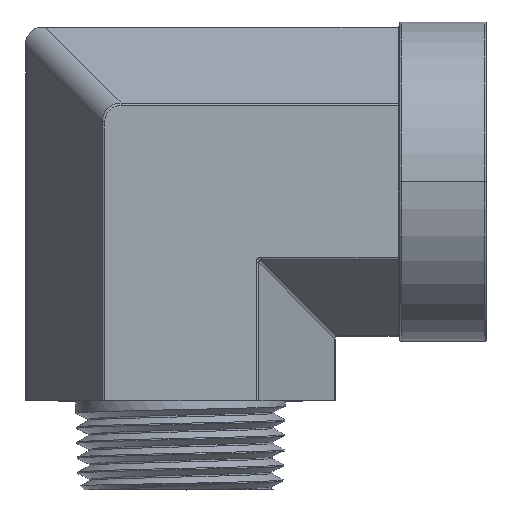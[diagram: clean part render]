
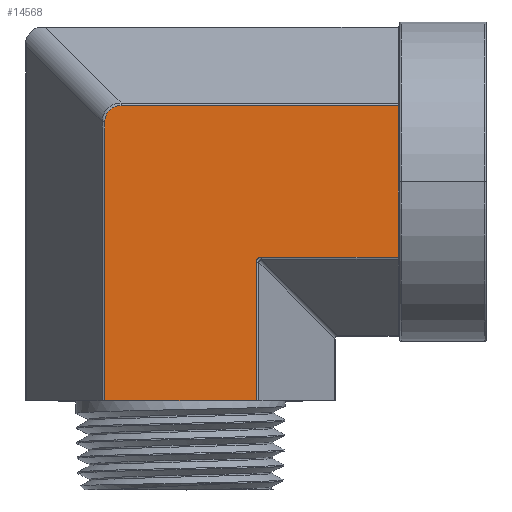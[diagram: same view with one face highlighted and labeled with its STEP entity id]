
A CAD part, top view. The second image highlights one B-rep face of the part: STEP entity #14568.
In plain terms, the highlighted planar face has unit normal (0, 0, 1).
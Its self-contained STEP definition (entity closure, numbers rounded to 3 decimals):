
#298=DIRECTION('',(-1.,0.,0.));
#299=VECTOR('',#298,24.191);
#300=CARTESIAN_POINT('',(12.095,-35.,21.45));
#301=LINE('',#300,#299);
#8579=DIRECTION('',(0.,-1.,0.));
#8580=VECTOR('',#8579,24.191);
#8581=CARTESIAN_POINT('',(34.75,12.095,21.45));
#8582=LINE('',#8581,#8580);
#8586=DIRECTION('',(-1.,0.,0.));
#8587=VECTOR('',#8586,21.788);
#8588=CARTESIAN_POINT('',(34.75,-12.095,21.45));
#8589=LINE('',#8588,#8587);
#8593=CARTESIAN_POINT('',(12.095,-12.962,21.45));
#8594=CARTESIAN_POINT('',(12.095,-12.929,21.45));
#8595=CARTESIAN_POINT('',(12.098,-12.866,21.45));
#8596=CARTESIAN_POINT('',(12.111,-12.775,21.45));
#8597=CARTESIAN_POINT('',(12.131,-12.69,21.45));
#8598=CARTESIAN_POINT('',(12.158,-12.611,21.45));
#8599=CARTESIAN_POINT('',(12.19,-12.539,21.45));
#8600=CARTESIAN_POINT('',(12.227,-12.474,21.45));
#8601=CARTESIAN_POINT('',(12.268,-12.415,21.45));
#8602=CARTESIAN_POINT('',(12.313,-12.361,21.45));
#8603=CARTESIAN_POINT('',(12.362,-12.312,21.45));
#8604=CARTESIAN_POINT('',(12.415,-12.268,21.45));
#8605=CARTESIAN_POINT('',(12.474,-12.227,21.45));
#8606=CARTESIAN_POINT('',(12.54,-12.19,21.45));
#8607=CARTESIAN_POINT('',(12.612,-12.158,21.45));
#8608=CARTESIAN_POINT('',(12.691,-12.131,21.45));
#8609=CARTESIAN_POINT('',(12.776,-12.111,21.45));
#8610=CARTESIAN_POINT('',(12.866,-12.098,21.45));
#8611=CARTESIAN_POINT('',(12.929,-12.095,21.45));
#8612=CARTESIAN_POINT('',(12.962,-12.095,21.45));
#8617=DIRECTION('',(0.,1.,0.));
#8618=VECTOR('',#8617,22.038);
#8619=CARTESIAN_POINT('',(12.095,-35.,21.45));
#8620=LINE('',#8619,#8618);
#8624=DIRECTION('',(0.,1.,0.));
#8625=VECTOR('',#8624,44.497);
#8626=CARTESIAN_POINT('',(-12.095,-35.,21.45));
#8627=LINE('',#8626,#8625);
#8631=CARTESIAN_POINT('',(-9.497,12.095,21.45));
#8632=CARTESIAN_POINT('',(-9.573,12.095,21.45));
#8633=CARTESIAN_POINT('',(-9.72,12.09,21.45));
#8634=CARTESIAN_POINT('',(-9.933,12.068,21.45));
#8635=CARTESIAN_POINT('',(-10.138,12.031,21.45));
#8636=CARTESIAN_POINT('',(-10.334,11.981,21.45));
#8637=CARTESIAN_POINT('',(-10.52,11.918,21.45));
#8638=CARTESIAN_POINT('',(-10.697,11.843,21.45));
#8639=CARTESIAN_POINT('',(-10.864,11.757,21.45));
#8640=CARTESIAN_POINT('',(-11.022,11.66,21.45));
#8641=CARTESIAN_POINT('',(-11.169,11.552,21.45));
#8642=CARTESIAN_POINT('',(-11.307,11.434,21.45));
#8643=CARTESIAN_POINT('',(-11.434,11.307,21.45));
#8644=CARTESIAN_POINT('',(-11.552,11.169,21.45));
#8645=CARTESIAN_POINT('',(-11.66,11.022,21.45));
#8646=CARTESIAN_POINT('',(-11.757,10.864,21.45));
#8647=CARTESIAN_POINT('',(-11.843,10.697,21.45));
#8648=CARTESIAN_POINT('',(-11.918,10.52,21.45));
#8649=CARTESIAN_POINT('',(-11.981,10.334,21.45));
#8650=CARTESIAN_POINT('',(-12.031,10.138,21.45));
#8651=CARTESIAN_POINT('',(-12.068,9.933,21.45));
#8652=CARTESIAN_POINT('',(-12.09,9.72,21.45));
#8653=CARTESIAN_POINT('',(-12.095,9.573,21.45));
#8654=CARTESIAN_POINT('',(-12.095,9.497,21.45));
#8659=DIRECTION('',(1.,0.,0.));
#8660=VECTOR('',#8659,44.247);
#8661=CARTESIAN_POINT('',(-9.497,12.095,21.45));
#8662=LINE('',#8661,#8660);
#9029=CARTESIAN_POINT('',(12.095,-35.,21.45));
#9030=CARTESIAN_POINT('',(12.095,-12.962,21.45));
#9031=VERTEX_POINT('',#9029);
#9032=VERTEX_POINT('',#9030);
#9035=VERTEX_POINT('',#8612);
#9060=CARTESIAN_POINT('',(-12.095,-35.,21.45));
#9061=CARTESIAN_POINT('',(-12.095,9.497,21.45));
#9062=VERTEX_POINT('',#9060);
#9063=VERTEX_POINT('',#9061);
#9076=CARTESIAN_POINT('',(-9.497,12.095,21.45));
#9077=VERTEX_POINT('',#9076);
#9224=CARTESIAN_POINT('',(34.75,12.095,21.45));
#9225=VERTEX_POINT('',#9224);
#9228=CARTESIAN_POINT('',(34.75,-12.095,21.45));
#9229=VERTEX_POINT('',#9228);
#14547=CARTESIAN_POINT('',(0.,12.384,21.45));
#14548=DIRECTION('',(0.,0.,1.));
#14549=DIRECTION('',(0.,-1.,0.));
#14550=AXIS2_PLACEMENT_3D('',#14547,#14548,#14549);
#14551=PLANE('',#14550);
#14553=ORIENTED_EDGE('',*,*,#14552,.T.);
#14555=ORIENTED_EDGE('',*,*,#14554,.T.);
#14557=ORIENTED_EDGE('',*,*,#14556,.F.);
#14559=ORIENTED_EDGE('',*,*,#14558,.F.);
#14560=ORIENTED_EDGE('',*,*,#9443,.T.);
#14562=ORIENTED_EDGE('',*,*,#14561,.T.);
#14564=ORIENTED_EDGE('',*,*,#14563,.F.);
#14565=ORIENTED_EDGE('',*,*,#14539,.T.);
#14566=EDGE_LOOP('',(#14553,#14555,#14557,#14559,#14560,#14562,#14564,#14565));
#14567=FACE_OUTER_BOUND('',#14566,.F.);
#8613=B_SPLINE_CURVE_WITH_KNOTS('',3,(#8593,#8594,#8595,#8596,#8597,#8598,#8599,
#8600,#8601,#8602,#8603,#8604,#8605,#8606,#8607,#8608,#8609,#8610,#8611,#8612),
.UNSPECIFIED.,.F.,.F.,(4,1,1,1,1,1,1,1,1,1,1,1,1,1,1,1,1,4),(0.,
0.059,0.118,0.176,0.235,
0.294,0.353,0.412,0.471,
0.529,0.588,0.647,0.706,
0.765,0.824,0.882,0.941,1.),
.UNSPECIFIED.);
#8655=B_SPLINE_CURVE_WITH_KNOTS('',3,(#8631,#8632,#8633,#8634,#8635,#8636,#8637,
#8638,#8639,#8640,#8641,#8642,#8643,#8644,#8645,#8646,#8647,#8648,#8649,#8650,
#8651,#8652,#8653,#8654),.UNSPECIFIED.,.F.,.F.,(4,1,1,1,1,1,1,1,1,1,1,1,1,1,1,1,
1,1,1,1,1,4),(0.,0.048,0.095,0.143,
0.19,0.238,0.286,0.333,
0.381,0.429,0.476,0.524,
0.571,0.619,0.667,0.714,
0.762,0.81,0.857,0.905,
0.952,1.),.UNSPECIFIED.);
#9443=EDGE_CURVE('',#9031,#9062,#301,.T.);
#14539=EDGE_CURVE('',#9077,#9225,#8662,.T.);
#14552=EDGE_CURVE('',#9225,#9229,#8582,.T.);
#14554=EDGE_CURVE('',#9229,#9035,#8589,.T.);
#14556=EDGE_CURVE('',#9032,#9035,#8613,.T.);
#14558=EDGE_CURVE('',#9031,#9032,#8620,.T.);
#14561=EDGE_CURVE('',#9062,#9063,#8627,.T.);
#14563=EDGE_CURVE('',#9077,#9063,#8655,.T.);
#14568=ADVANCED_FACE('',(#14567),#14551,.T.);
